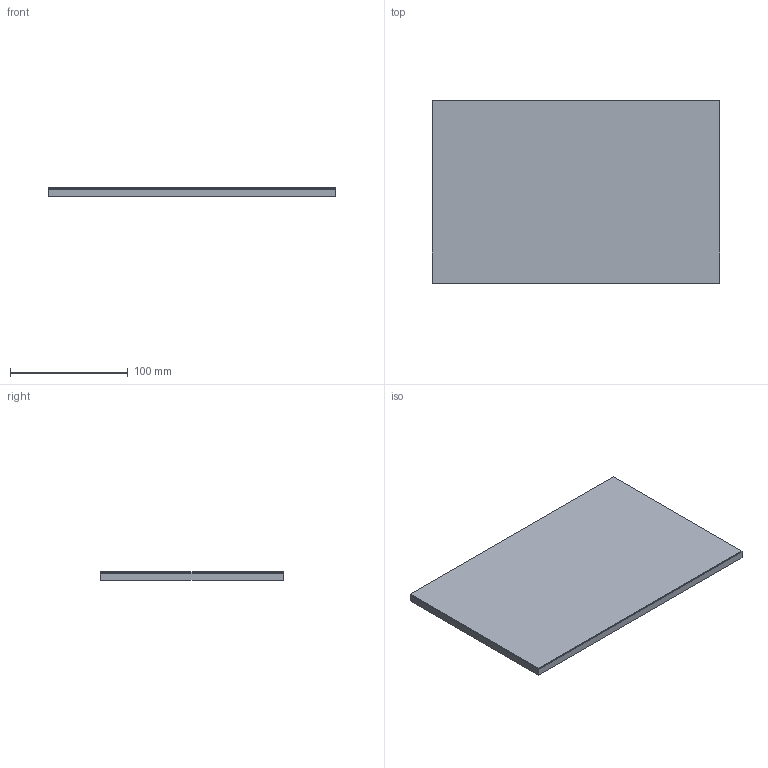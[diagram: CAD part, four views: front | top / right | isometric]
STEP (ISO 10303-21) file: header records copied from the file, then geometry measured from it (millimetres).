
FILE_DESCRIPTION(('CATIA V5 STEP Exchange','CAx-IF Rec.Pracs.--- Model Styling and Organization---1.2---2011-12-15'),'2;1');
FILE_NAME('&RV - Boite sol Finition standard T2 T2''088016.stp','2017-11-02T14:25:18+00:00',('none'),('none'),'CATIA Version 5-6 Release 2014 SP4','CATIA V5 STEP AP214','none');
FILE_SCHEMA(('AUTOMOTIVE_DESIGN { 1 0 10303 214 1 1 1 1 }'));
Length unit declared in the file: millimetre
Products named in the file (4): A013117_A-ASS-01; D008691; D000054_A; D008694
Assembly tree (6 placements, depth 2):
  A013117_A-ASS-01
    D008691
    D000054_A  x4
    D008694
Bounding box: 244.5 x 154.8 x 7.42 mm (x, y, z)
Volume: 267940.2 mm3; surface area: 197254.6 mm2
Topology: 6 solids, 6 shells, 36 faces, 72 edges, 48 vertices
Faces by surface type: plane 36
Entity records: 577 total; most frequent: DIRECTION 96, CARTESIAN_POINT 90, ORIENTED_EDGE 72, VECTOR 36, EDGE_CURVE 36, LINE 36, AXIS2_PLACEMENT_3D 30, VERTEX_POINT 24
